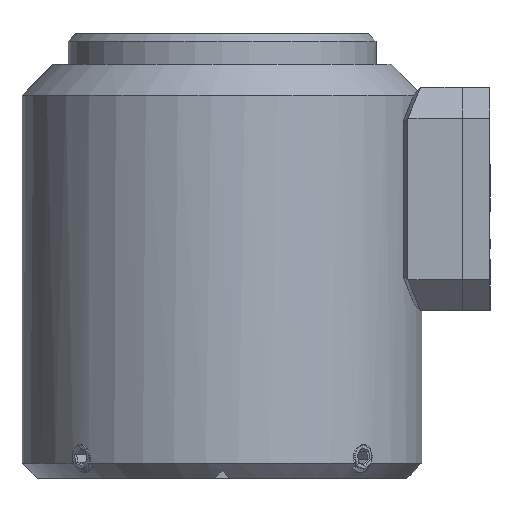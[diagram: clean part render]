
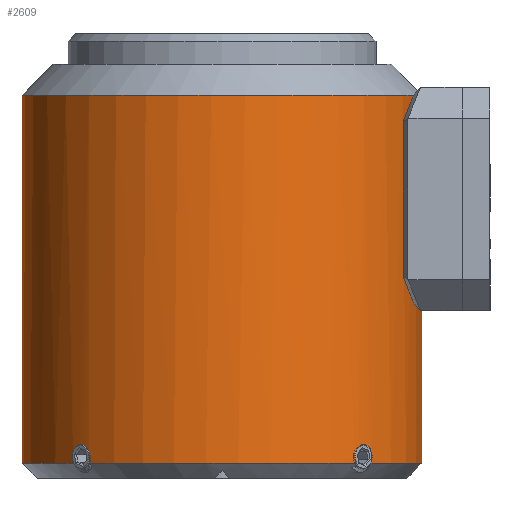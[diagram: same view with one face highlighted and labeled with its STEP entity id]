
A CAD part, left-side view. The second image highlights one B-rep face of the part: STEP entity #2609.
In plain terms, the highlighted cylindrical face has radius 13 mm (diameter 26 mm), a full revolution.
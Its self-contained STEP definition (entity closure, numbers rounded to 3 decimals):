
#487=CIRCLE('',#3005,13.);
#488=CIRCLE('',#3006,13.);
#489=CIRCLE('',#3007,13.);
#490=CIRCLE('',#3008,13.);
#491=CIRCLE('',#3009,13.);
#631=CYLINDRICAL_SURFACE('',#3004,13.);
#832=ORIENTED_EDGE('',*,*,#1480,.T.);
#833=ORIENTED_EDGE('',*,*,#1481,.T.);
#834=ORIENTED_EDGE('',*,*,#1471,.T.);
#835=ORIENTED_EDGE('',*,*,#1482,.T.);
#836=ORIENTED_EDGE('',*,*,#1469,.T.);
#837=ORIENTED_EDGE('',*,*,#1483,.T.);
#838=ORIENTED_EDGE('',*,*,#1484,.T.);
#839=ORIENTED_EDGE('',*,*,#1485,.T.);
#840=ORIENTED_EDGE('',*,*,#1473,.T.);
#841=ORIENTED_EDGE('',*,*,#1486,.T.);
#842=ORIENTED_EDGE('',*,*,#1487,.T.);
#1469=EDGE_CURVE('',#1805,#1806,#1996,.T.);
#1471=EDGE_CURVE('',#1807,#1808,#1998,.T.);
#1473=EDGE_CURVE('',#1809,#1810,#2000,.T.);
#1480=EDGE_CURVE('',#1816,#1816,#2003,.T.);
#1481=EDGE_CURVE('',#1817,#1817,#2004,.T.);
#1482=EDGE_CURVE('',#1808,#1805,#487,.T.);
#1483=EDGE_CURVE('',#1806,#1818,#488,.T.);
#1484=EDGE_CURVE('',#1818,#1819,#2005,.T.);
#1485=EDGE_CURVE('',#1819,#1809,#489,.T.);
#1486=EDGE_CURVE('',#1810,#1807,#490,.T.);
#1487=EDGE_CURVE('',#1820,#1820,#491,.F.);
#1805=VERTEX_POINT('',#6120);
#1806=VERTEX_POINT('',#6121);
#1807=VERTEX_POINT('',#6137);
#1808=VERTEX_POINT('',#6138);
#1809=VERTEX_POINT('',#6154);
#1810=VERTEX_POINT('',#6155);
#1816=VERTEX_POINT('',#6192);
#1817=VERTEX_POINT('',#6204);
#1818=VERTEX_POINT('',#6207);
#1819=VERTEX_POINT('',#6215);
#1820=VERTEX_POINT('',#6219);
#1996=B_SPLINE_CURVE_WITH_KNOTS('',3,(#6113,#6114,#6115,#6116,#6117,#6118,
#6119),.UNSPECIFIED.,.F.,.F.,(4,1,1,1,4),(0.,0.001,0.002,
0.003,0.003),.UNSPECIFIED.);
#1998=B_SPLINE_CURVE_WITH_KNOTS('',3,(#6130,#6131,#6132,#6133,#6134,#6135,
#6136),.UNSPECIFIED.,.F.,.F.,(4,1,1,1,4),(0.,0.001,0.002,
0.003,0.003),.UNSPECIFIED.);
#2000=B_SPLINE_CURVE_WITH_KNOTS('',3,(#6147,#6148,#6149,#6150,#6151,#6152,
#6153),.UNSPECIFIED.,.F.,.F.,(4,1,1,1,4),(0.,0.001,0.002,
0.003,0.003),.UNSPECIFIED.);
#2003=B_SPLINE_CURVE_WITH_KNOTS('',3,(#6181,#6182,#6183,#6184,#6185,#6186,
#6187,#6188,#6189,#6190,#6191),.UNSPECIFIED.,.T.,.F.,(1,1,1,1,1,1,1,1,1,
1,1,1,1,1,1),(-0.003,-0.002,-0.001,
0.,0.001,0.002,0.003,
0.004,0.005,0.006,0.007,
0.008,0.008,0.009,0.01),
 .UNSPECIFIED.);
#2004=B_SPLINE_CURVE_WITH_KNOTS('',3,(#6193,#6194,#6195,#6196,#6197,#6198,
#6199,#6200,#6201,#6202,#6203),.UNSPECIFIED.,.T.,.F.,(1,1,1,1,1,1,1,1,1,
1,1,1,1,1,1),(-0.003,-0.002,-0.001,
0.,0.001,0.002,0.003,
0.004,0.005,0.006,0.007,
0.008,0.008,0.009,0.01),
 .UNSPECIFIED.);
#2005=B_SPLINE_CURVE_WITH_KNOTS('',3,(#6208,#6209,#6210,#6211,#6212,#6213,
#6214),.UNSPECIFIED.,.F.,.F.,(4,1,1,1,4),(0.,0.001,0.002,
0.003,0.003),.UNSPECIFIED.);
#2134=EDGE_LOOP('',(#832));
#2135=EDGE_LOOP('',(#833));
#2136=EDGE_LOOP('',(#834,#835,#836,#837,#838,#839,#840,#841));
#2137=EDGE_LOOP('',(#842));
#2379=FACE_BOUND('',#2134,.T.);
#2380=FACE_BOUND('',#2135,.T.);
#2381=FACE_BOUND('',#2136,.T.);
#2382=FACE_BOUND('',#2137,.T.);
#2609=ADVANCED_FACE('',(#2379,#2380,#2381,#2382),#631,.T.);
#3004=AXIS2_PLACEMENT_3D('',#6180,#3449,#3450);
#3005=AXIS2_PLACEMENT_3D('',#6205,#3451,#3452);
#3006=AXIS2_PLACEMENT_3D('',#6206,#3453,#3454);
#3007=AXIS2_PLACEMENT_3D('',#6216,#3455,#3456);
#3008=AXIS2_PLACEMENT_3D('',#6217,#3457,#3458);
#3009=AXIS2_PLACEMENT_3D('',#6218,#3459,#3460);
#3449=DIRECTION('',(0.,0.,-1.));
#3450=DIRECTION('',(-1.,0.,0.));
#3451=DIRECTION('',(0.,0.,1.));
#3452=DIRECTION('',(1.,0.,0.));
#3453=DIRECTION('',(0.,0.,1.));
#3454=DIRECTION('',(1.,0.,0.));
#3455=DIRECTION('',(0.,0.,1.));
#3456=DIRECTION('',(1.,0.,0.));
#3457=DIRECTION('',(0.,0.,1.));
#3458=DIRECTION('',(1.,0.,0.));
#3459=DIRECTION('',(0.,0.,1.));
#3460=DIRECTION('',(1.,0.,0.));
#6113=CARTESIAN_POINT('',(90.331,-8.689,0.8));
#6114=CARTESIAN_POINT('',(90.236,-8.584,1.044));
#6115=CARTESIAN_POINT('',(90.237,-8.588,1.678));
#6116=CARTESIAN_POINT('',(90.799,-9.201,2.161));
#6117=CARTESIAN_POINT('',(91.411,-9.762,1.679));
#6118=CARTESIAN_POINT('',(91.416,-9.764,1.044));
#6119=CARTESIAN_POINT('',(91.311,-9.669,0.8));
#6120=CARTESIAN_POINT('',(90.331,-8.689,0.8));
#6121=CARTESIAN_POINT('',(91.311,-9.669,0.8));
#6130=CARTESIAN_POINT('',(91.311,9.669,0.8));
#6131=CARTESIAN_POINT('',(91.416,9.764,1.044));
#6132=CARTESIAN_POINT('',(91.412,9.763,1.678));
#6133=CARTESIAN_POINT('',(90.799,9.201,2.161));
#6134=CARTESIAN_POINT('',(90.238,8.589,1.679));
#6135=CARTESIAN_POINT('',(90.236,8.584,1.044));
#6136=CARTESIAN_POINT('',(90.331,8.689,0.8));
#6137=CARTESIAN_POINT('',(91.311,9.669,0.8));
#6138=CARTESIAN_POINT('',(90.331,8.689,0.8));
#6147=CARTESIAN_POINT('',(109.669,8.689,0.8));
#6148=CARTESIAN_POINT('',(109.764,8.584,1.044));
#6149=CARTESIAN_POINT('',(109.763,8.588,1.678));
#6150=CARTESIAN_POINT('',(109.201,9.201,2.161));
#6151=CARTESIAN_POINT('',(108.589,9.762,1.679));
#6152=CARTESIAN_POINT('',(108.584,9.764,1.044));
#6153=CARTESIAN_POINT('',(108.689,9.669,0.8));
#6154=CARTESIAN_POINT('',(109.669,8.689,0.8));
#6155=CARTESIAN_POINT('',(108.689,9.669,0.8));
#6180=CARTESIAN_POINT('',(100.,0.,-2.2));
#6181=CARTESIAN_POINT('',(87.046,1.126,15.033));
#6182=CARTESIAN_POINT('',(86.99,0.294,15.622));
#6183=CARTESIAN_POINT('',(87.01,-0.71,15.449));
#6184=CARTESIAN_POINT('',(87.065,-1.296,14.62));
#6185=CARTESIAN_POINT('',(87.046,-1.125,13.616));
#6186=CARTESIAN_POINT('',(86.99,-0.294,13.028));
#6187=CARTESIAN_POINT('',(87.01,0.708,13.2));
#6188=CARTESIAN_POINT('',(87.065,1.297,14.03));
#6189=CARTESIAN_POINT('',(87.046,1.126,15.033));
#6190=CARTESIAN_POINT('',(86.99,0.294,15.622));
#6191=CARTESIAN_POINT('',(87.01,-0.71,15.449));
#6192=CARTESIAN_POINT('',(87.003,0.265,15.495));
#6193=CARTESIAN_POINT('',(87.046,1.126,22.283));
#6194=CARTESIAN_POINT('',(86.99,0.294,22.872));
#6195=CARTESIAN_POINT('',(87.01,-0.71,22.699));
#6196=CARTESIAN_POINT('',(87.065,-1.296,21.87));
#6197=CARTESIAN_POINT('',(87.046,-1.125,20.866));
#6198=CARTESIAN_POINT('',(86.99,-0.294,20.278));
#6199=CARTESIAN_POINT('',(87.01,0.708,20.45));
#6200=CARTESIAN_POINT('',(87.065,1.297,21.28));
#6201=CARTESIAN_POINT('',(87.046,1.126,22.283));
#6202=CARTESIAN_POINT('',(86.99,0.294,22.872));
#6203=CARTESIAN_POINT('',(87.01,-0.71,22.699));
#6204=CARTESIAN_POINT('',(87.003,0.265,22.745));
#6205=CARTESIAN_POINT('',(100.,0.,0.8));
#6206=CARTESIAN_POINT('',(100.,0.,0.8));
#6207=CARTESIAN_POINT('',(108.689,-9.669,0.8));
#6208=CARTESIAN_POINT('',(108.689,-9.669,0.8));
#6209=CARTESIAN_POINT('',(108.584,-9.764,1.044));
#6210=CARTESIAN_POINT('',(108.588,-9.763,1.678));
#6211=CARTESIAN_POINT('',(109.201,-9.201,2.161));
#6212=CARTESIAN_POINT('',(109.762,-8.589,1.679));
#6213=CARTESIAN_POINT('',(109.764,-8.584,1.044));
#6214=CARTESIAN_POINT('',(109.669,-8.689,0.8));
#6215=CARTESIAN_POINT('',(109.669,-8.689,0.8));
#6216=CARTESIAN_POINT('',(100.,0.,0.8));
#6217=CARTESIAN_POINT('',(100.,0.,0.8));
#6218=CARTESIAN_POINT('',(100.,0.,24.7));
#6219=CARTESIAN_POINT('',(113.,0.,24.7));
